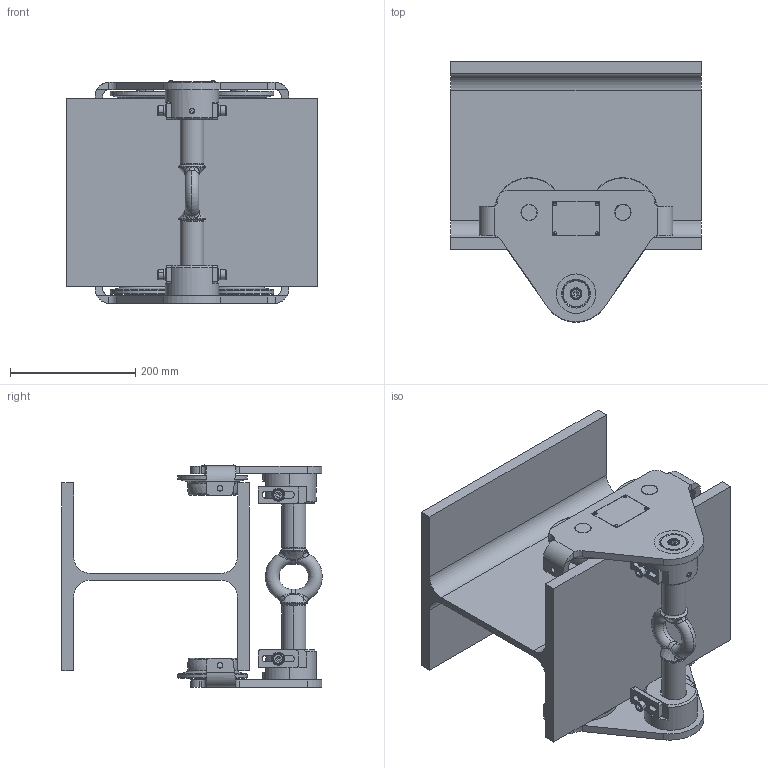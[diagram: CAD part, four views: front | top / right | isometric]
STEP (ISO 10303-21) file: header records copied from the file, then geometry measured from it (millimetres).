
FILE_DESCRIPTION (( 'STEP AP214' ), '1' );
FILE_NAME ('HTP-B 2,0t.STEP', '2018-02-07T13:02:09', ( '' ), ( '' ), 'SwSTEP 2.0', 'SolidWorks 2015', '' );
FILE_SCHEMA (( 'AUTOMOTIVE_DESIGN' ));
Length unit declared in the file: millimetre
Products named in the file (1): HTP-B 2,0t
Bounding box: 400 x 416.5 x 356.4 mm (x, y, z)
Volume: 8518370.9 mm3; surface area: 1249991 mm2
Topology: 55 solids, 55 shells, 1170 faces, 2672 edges, 1657 vertices
Faces by surface type: cylinder 442, plane 398, cone 182, torus 96, bspline 36, sphere 16
Entity records: 49180 total; most frequent: CARTESIAN_POINT 8644, DIRECTION 6112, ORIENTED_EDGE 5264, EDGE_CURVE 2632, AXIS2_PLACEMENT_3D 2469, VERTEX_POINT 1645, EDGE_LOOP 1351, CIRCLE 1334
